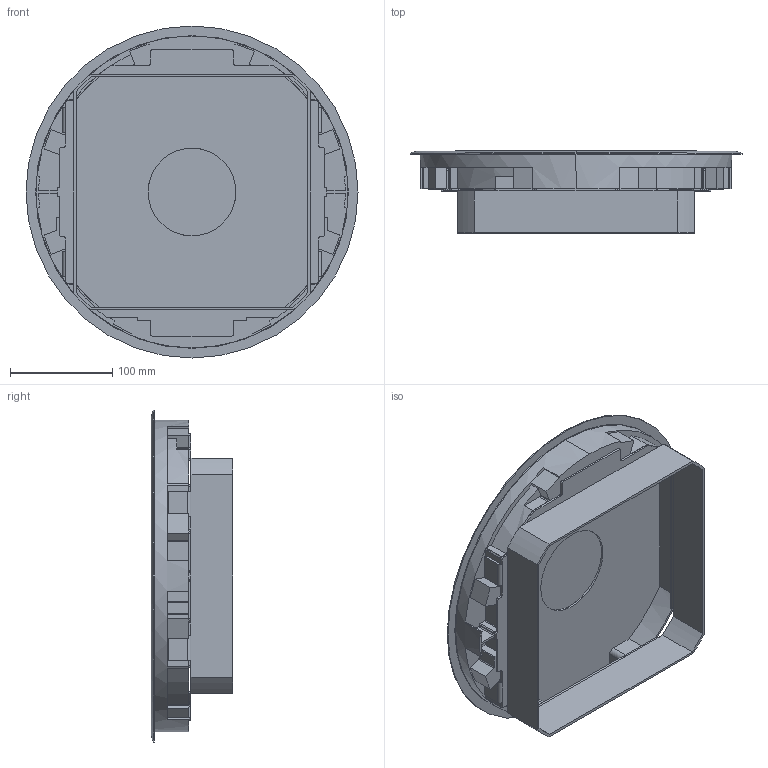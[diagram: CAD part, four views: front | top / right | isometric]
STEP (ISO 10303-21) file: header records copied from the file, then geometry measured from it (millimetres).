
FILE_DESCRIPTION((''),'2;1');
FILE_NAME('VANR12013_ASM','2022-08-17T10:57:29',('mengusl'),(''),'CREO PARAMETRIC BY PTC INC, 2022024','CREO PARAMETRIC BY PTC INC, 2022024','');
FILE_SCHEMA(('AUTOMOTIVE_DESIGN { 1 0 10303 214 1 1 1 1 }'));
Length unit declared in the file: millimetre
Products named in the file (12): ADAPTERBLECH_VAN_R0001; ADAPTERBLECH_VAN_R0002; RAHMEN_KD_R3R5_ALU_NACHBEARBEIT; ADAPTERBLECH_VAN_R0003; RASTLEITER_KEQ12_STANDARD; VAN_R12_RAHMEN_MIT_PA6_RASTLEIT_ASM; O_RING; FASE4; VAN_DECKEL_BELAG_3MM_ALUTUBUS_S_ASM; VAN_TUBUS_AL_DECKEL; VANR12013_1_ASM; VANR12013_ASM
Assembly tree (12 placements, depth 4):
  VANR12013_ASM
    VANR12013_1_ASM
      VAN_R12_RAHMEN_MIT_PA6_RASTLEIT_ASM
        ADAPTERBLECH_VAN_R0001
        ADAPTERBLECH_VAN_R0002  x2
        RAHMEN_KD_R3R5_ALU_NACHBEARBEIT
        ADAPTERBLECH_VAN_R0003
        RASTLEITER_KEQ12_STANDARD
      VAN_DECKEL_BELAG_3MM_ALUTUBUS_S_ASM
        O_RING
        FASE4
      VAN_TUBUS_AL_DECKEL
Bounding box: 325 x 80 x 325 mm (x, y, z)
Volume: 1030309 mm3; surface area: 432949.2 mm2
Topology: 9 solids, 9 shells, 372 faces, 1001 edges, 654 vertices
Faces by surface type: plane 186, cylinder 158, torus 16, cone 12
Entity records: 12549 total; most frequent: DIRECTION 2133, CARTESIAN_POINT 1985, ORIENTED_EDGE 1754, EDGE_CURVE 877, AXIS2_PLACEMENT_3D 786, VERTEX_POINT 574, VECTOR 528, LINE 528
